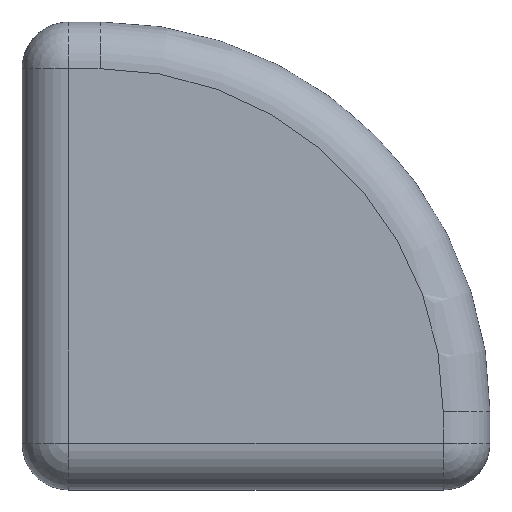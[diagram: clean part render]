
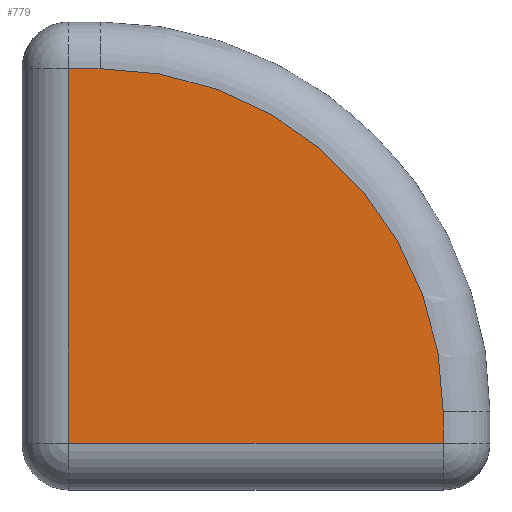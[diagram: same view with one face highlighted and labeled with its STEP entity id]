
A CAD part, top view. The second image highlights one B-rep face of the part: STEP entity #779.
In plain terms, the highlighted planar face has unit normal (0, 0, 1).
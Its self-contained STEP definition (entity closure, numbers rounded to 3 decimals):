
#417=CIRCLE('',#747,22.);
#467=ORIENTED_EDGE('',*,*,#586,.T.);
#468=ORIENTED_EDGE('',*,*,#587,.T.);
#469=ORIENTED_EDGE('',*,*,#588,.T.);
#470=ORIENTED_EDGE('',*,*,#584,.T.);
#471=ORIENTED_EDGE('',*,*,#589,.T.);
#514=VECTOR('',#686,1.);
#515=VECTOR('',#691,1.);
#516=VECTOR('',#694,1.);
#517=VECTOR('',#695,1.);
#534=LINE('',#843,#514);
#535=LINE('',#848,#515);
#536=LINE('',#851,#516);
#537=LINE('',#852,#517);
#554=VERTEX_POINT('',#838);
#555=VERTEX_POINT('',#842);
#556=VERTEX_POINT('',#846);
#557=VERTEX_POINT('',#847);
#558=VERTEX_POINT('',#849);
#584=EDGE_CURVE('',#554,#555,#534,.T.);
#586=EDGE_CURVE('',#556,#557,#535,.T.);
#587=EDGE_CURVE('',#557,#558,#417,.T.);
#588=EDGE_CURVE('',#558,#554,#536,.T.);
#589=EDGE_CURVE('',#555,#556,#537,.T.);
#606=EDGE_LOOP('',(#467,#468,#469,#470,#471));
#624=FACE_BOUND('',#606,.T.);
#686=DIRECTION('',(0.,-24.,0.));
#689=DIRECTION('',(0.,0.,1.));
#690=DIRECTION('',(0.,-1.,0.));
#691=DIRECTION('',(0.,2.,0.));
#692=DIRECTION('',(0.,0.,1.));
#693=DIRECTION('',(22.,0.,0.));
#694=DIRECTION('',(-2.,0.,0.));
#695=DIRECTION('',(24.,0.,0.));
#746=AXIS2_PLACEMENT_3D('',#845,#689,#690);
#747=AXIS2_PLACEMENT_3D('',#850,#692,#693);
#768=PLANE('',#746);
#779=ADVANCED_FACE('',(#624),#768,.T.);
#838=CARTESIAN_POINT('',(40.353,10.749,4.));
#842=CARTESIAN_POINT('',(40.353,-13.251,4.));
#843=CARTESIAN_POINT('',(40.353,10.749,4.));
#845=CARTESIAN_POINT('',(0.,0.,4.));
#846=CARTESIAN_POINT('',(64.353,-13.251,4.));
#847=CARTESIAN_POINT('',(64.353,-11.251,4.));
#848=CARTESIAN_POINT('',(64.353,-13.251,4.));
#849=CARTESIAN_POINT('',(42.353,10.749,4.));
#850=CARTESIAN_POINT('',(42.353,-11.251,4.));
#851=CARTESIAN_POINT('',(42.353,10.749,4.));
#852=CARTESIAN_POINT('',(40.353,-13.251,4.));
